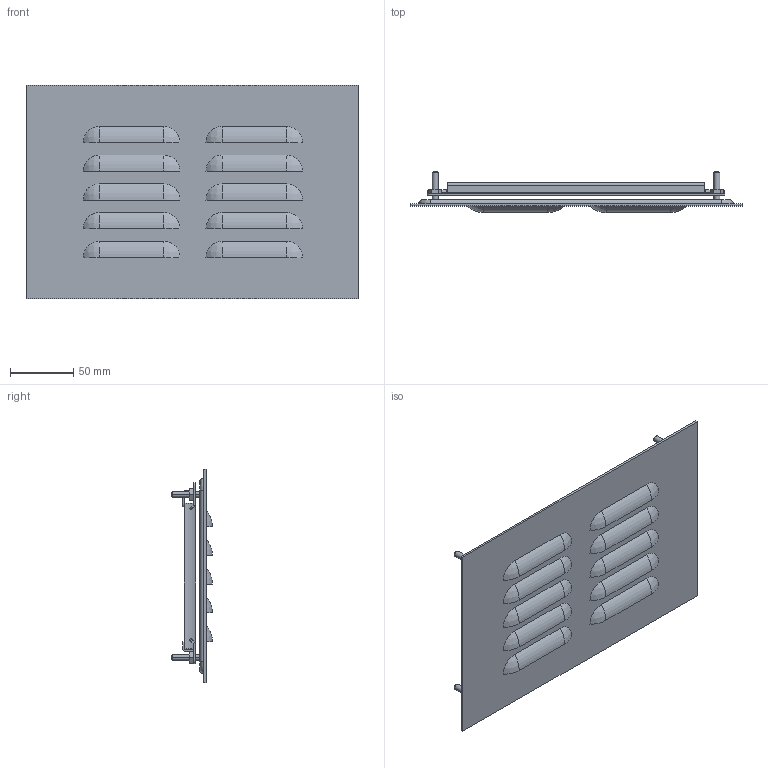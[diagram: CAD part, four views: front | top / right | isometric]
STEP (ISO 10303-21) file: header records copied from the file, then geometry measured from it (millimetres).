
FILE_DESCRIPTION (( 'STEP AP214' ), '1' );
FILE_NAME ('1481L3R610GY.STEP', '2021-10-07T20:11:06', ( '' ), ( '' ), 'SwSTEP 2.0', 'SolidWorks 2021', '' );
FILE_SCHEMA (( 'AUTOMOTIVE_DESIGN' ));
Length unit declared in the file: inch
Products named in the file (1): 1481L3R610GY
Bounding box: 261.82 x 32.31 x 168.1 mm (x, y, z)
Volume: 273610.5 mm3; surface area: 198546.5 mm2
Topology: 13 solids, 14 shells, 313 faces, 775 edges, 494 vertices
Faces by surface type: plane 155, cylinder 98, bspline 44, cone 16
Entity records: 14936 total; most frequent: CARTESIAN_POINT 3215, ORIENTED_EDGE 1550, DIRECTION 1539, EDGE_CURVE 775, AXIS2_PLACEMENT_3D 538, VERTEX_POINT 494, VECTOR 463, LINE 463
